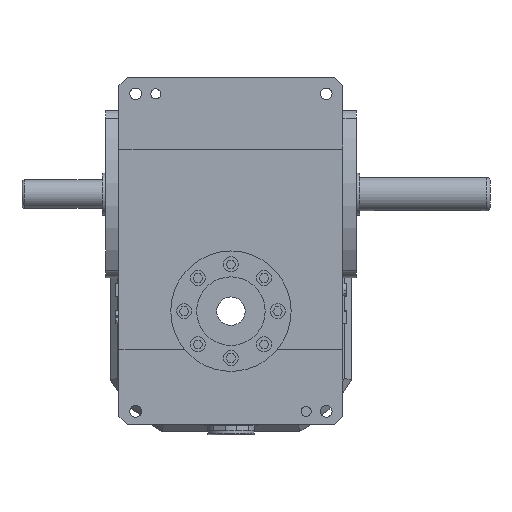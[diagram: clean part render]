
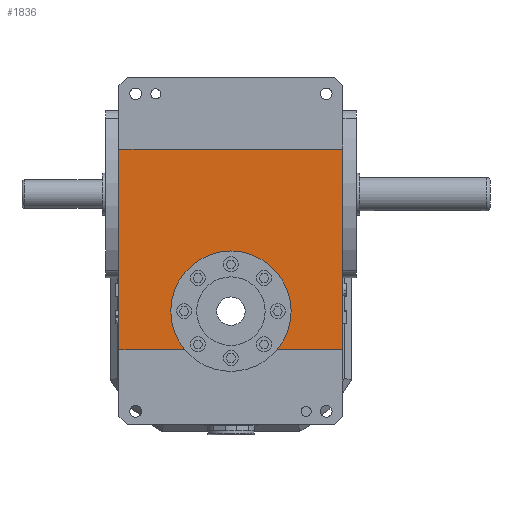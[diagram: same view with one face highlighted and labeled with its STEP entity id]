
A CAD part, front view. The second image highlights one B-rep face of the part: STEP entity #1836.
In plain terms, the highlighted planar face has unit normal (0, -1, 0).
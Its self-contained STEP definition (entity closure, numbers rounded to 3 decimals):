
#145 = AXIS2_PLACEMENT_3D ( 'NONE', #6809, #13334, #18056 ) ;
#671 = VECTOR ( 'NONE', #7556, 1000. ) ;
#1351 = EDGE_CURVE ( 'NONE', #17804, #20251, #5136, .T. ) ;
#1596 = EDGE_CURVE ( 'NONE', #13319, #7461, #13979, .T. ) ;
#1836 = ADVANCED_FACE ( 'NONE', ( #19246 ), #17786, .F. ) ;
#2031 = CARTESIAN_POINT ( 'NONE',  ( 67., 2., 97. ) ) ;
#2520 = CARTESIAN_POINT ( 'NONE',  ( -67., 2., 97. ) ) ;
#3983 = ORIENTED_EDGE ( 'NONE', *, *, #13951, .T. ) ;
#4324 = VECTOR ( 'NONE', #5417, 1000. ) ;
#4384 = DIRECTION ( 'NONE',  ( 1., 0., 0. ) ) ;
#4559 = VERTEX_POINT ( 'NONE', #11706 ) ;
#5073 = DIRECTION ( 'NONE',  ( 0., 0., 1. ) ) ;
#5136 = LINE ( 'NONE', #24467, #27071 ) ;
#5417 = DIRECTION ( 'NONE',  ( 0., 0., -1. ) ) ;
#5454 = CARTESIAN_POINT ( 'NONE',  ( 0., 2., 36. ) ) ;
#6087 = LINE ( 'NONE', #20789, #4324 ) ;
#6765 = ORIENTED_EDGE ( 'NONE', *, *, #14065, .T. ) ;
#6809 = CARTESIAN_POINT ( 'NONE',  ( 67., 2., -23. ) ) ;
#7026 = LINE ( 'NONE', #2031, #26849 ) ;
#7241 = VECTOR ( 'NONE', #5073, 1000. ) ;
#7252 = CARTESIAN_POINT ( 'NONE',  ( 67., 2., -23. ) ) ;
#7461 = VERTEX_POINT ( 'NONE', #27263 ) ;
#7556 = DIRECTION ( 'NONE',  ( 1., 0., 0. ) ) ;
#9332 = CIRCLE ( 'NONE', #24883, 36. ) ;
#9426 = CARTESIAN_POINT ( 'NONE',  ( 0., 2., 0. ) ) ;
#9489 = ORIENTED_EDGE ( 'NONE', *, *, #1351, .T. ) ;
#10258 = EDGE_LOOP ( 'NONE', ( #9489, #15818, #19853, #3983, #25016, #6765, #15330 ) ) ;
#10420 = AXIS2_PLACEMENT_3D ( 'NONE', #12895, #23969, #12986 ) ;
#11409 = EDGE_CURVE ( 'NONE', #18841, #17804, #6087, .T. ) ;
#11706 = CARTESIAN_POINT ( 'NONE',  ( 27.695, 2., -23. ) ) ;
#12895 = CARTESIAN_POINT ( 'NONE',  ( 0., 2., 0. ) ) ;
#12986 = DIRECTION ( 'NONE',  ( 0., 0., 1. ) ) ;
#13319 = VERTEX_POINT ( 'NONE', #7252 ) ;
#13334 = DIRECTION ( 'NONE',  ( 0., 1., 0. ) ) ;
#13622 = EDGE_CURVE ( 'NONE', #20251, #27242, #19416, .T. ) ;
#13951 = EDGE_CURVE ( 'NONE', #4559, #13319, #19039, .T. ) ;
#13979 = LINE ( 'NONE', #27984, #7241 ) ;
#14065 = EDGE_CURVE ( 'NONE', #7461, #18841, #7026, .T. ) ;
#14252 = CARTESIAN_POINT ( 'NONE',  ( -27.695, 2., -23. ) ) ;
#15330 = ORIENTED_EDGE ( 'NONE', *, *, #11409, .T. ) ;
#15816 = DIRECTION ( 'NONE',  ( -1., 0., 0. ) ) ;
#15818 = ORIENTED_EDGE ( 'NONE', *, *, #13622, .T. ) ;
#17786 = PLANE ( 'NONE',  #145 ) ;
#17804 = VERTEX_POINT ( 'NONE', #18898 ) ;
#18056 = DIRECTION ( 'NONE',  ( 1., 0., 0. ) ) ;
#18547 = DIRECTION ( 'NONE',  ( 0., 0., 1. ) ) ;
#18841 = VERTEX_POINT ( 'NONE', #2520 ) ;
#18898 = CARTESIAN_POINT ( 'NONE',  ( -67., 2., -23. ) ) ;
#19039 = LINE ( 'NONE', #21305, #671 ) ;
#19246 = FACE_OUTER_BOUND ( 'NONE', #10258, .T. ) ;
#19416 = CIRCLE ( 'NONE', #10420, 36. ) ;
#19853 = ORIENTED_EDGE ( 'NONE', *, *, #29029, .T. ) ;
#20251 = VERTEX_POINT ( 'NONE', #14252 ) ;
#20789 = CARTESIAN_POINT ( 'NONE',  ( -67., 2., 97. ) ) ;
#21305 = CARTESIAN_POINT ( 'NONE',  ( 67., 2., -23. ) ) ;
#23969 = DIRECTION ( 'NONE',  ( 0., 1., 0. ) ) ;
#24467 = CARTESIAN_POINT ( 'NONE',  ( 67., 2., -23. ) ) ;
#24883 = AXIS2_PLACEMENT_3D ( 'NONE', #9426, #25299, #18547 ) ;
#25016 = ORIENTED_EDGE ( 'NONE', *, *, #1596, .T. ) ;
#25299 = DIRECTION ( 'NONE',  ( 0., 1., 0. ) ) ;
#26849 = VECTOR ( 'NONE', #15816, 1000. ) ;
#27071 = VECTOR ( 'NONE', #4384, 1000. ) ;
#27242 = VERTEX_POINT ( 'NONE', #5454 ) ;
#27263 = CARTESIAN_POINT ( 'NONE',  ( 67., 2., 97. ) ) ;
#27984 = CARTESIAN_POINT ( 'NONE',  ( 67., 2., 97. ) ) ;
#29029 = EDGE_CURVE ( 'NONE', #27242, #4559, #9332, .T. ) ;
